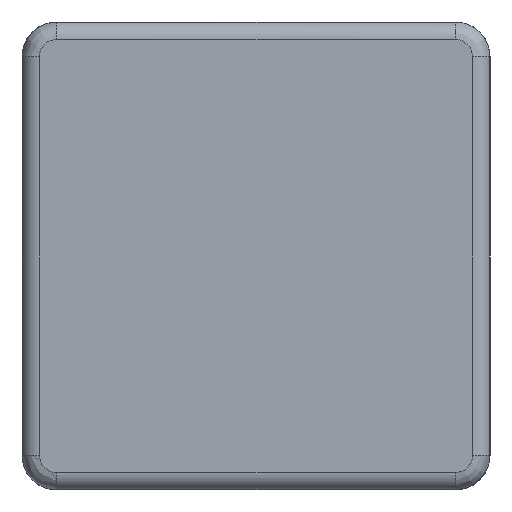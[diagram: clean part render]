
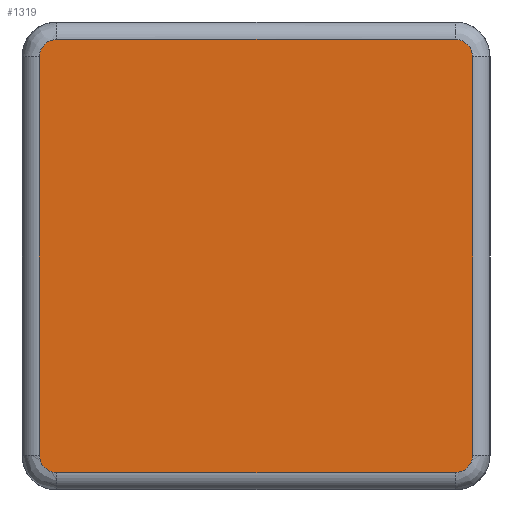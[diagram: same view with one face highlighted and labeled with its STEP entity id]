
A CAD part, left-side view. The second image highlights one B-rep face of the part: STEP entity #1319.
In plain terms, the highlighted free-form (B-spline) face has degree [1, 1] with [2, 2] control points.
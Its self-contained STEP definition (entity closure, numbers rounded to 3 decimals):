
#1035 = VERTEX_POINT('',#1036);
#1036 = CARTESIAN_POINT('',(-3.609,-1.473,
    2.947));
#1042 = EDGE_CURVE('',#1043,#1035,#1045,.T.);
#1043 = VERTEX_POINT('',#1044);
#1044 = CARTESIAN_POINT('',(-3.609,-1.355,
    3.065));
#1045 = ( BOUNDED_CURVE() B_SPLINE_CURVE(2,(#1046,#1047,#1048),
.UNSPECIFIED.,.F.,.F.) B_SPLINE_CURVE_WITH_KNOTS((3,3),(5.498,
7.069),.PIECEWISE_BEZIER_KNOTS.) CURVE() 
GEOMETRIC_REPRESENTATION_ITEM() RATIONAL_B_SPLINE_CURVE((1.,
0.707,1.)) REPRESENTATION_ITEM('') );
#1046 = CARTESIAN_POINT('',(-3.609,-1.355,
    3.065));
#1047 = CARTESIAN_POINT('',(-3.609,-1.473,
    3.065));
#1048 = CARTESIAN_POINT('',(-3.609,-1.473,
    2.947));
#1070 = VERTEX_POINT('',#1071);
#1071 = CARTESIAN_POINT('',(-3.609,-1.473,
    0.237));
#1079 = EDGE_CURVE('',#1035,#1070,#1080,.T.);
#1080 = B_SPLINE_CURVE_WITH_KNOTS('',1,(#1081,#1082),.UNSPECIFIED.,.F.,
  .F.,(2,2),(-0.573,1.718),.PIECEWISE_BEZIER_KNOTS.);
#1081 = CARTESIAN_POINT('',(-3.609,-1.473,
    2.947));
#1082 = CARTESIAN_POINT('',(-3.609,-1.473,
    0.237));
#1094 = EDGE_CURVE('',#1070,#1095,#1097,.T.);
#1095 = VERTEX_POINT('',#1096);
#1096 = CARTESIAN_POINT('',(-3.609,-1.355,
    0.118));
#1097 = ( BOUNDED_CURVE() B_SPLINE_CURVE(2,(#1098,#1099,#1100),
.UNSPECIFIED.,.F.,.F.) B_SPLINE_CURVE_WITH_KNOTS((3,3),(5.498,
7.069),.PIECEWISE_BEZIER_KNOTS.) CURVE() 
GEOMETRIC_REPRESENTATION_ITEM() RATIONAL_B_SPLINE_CURVE((1.,
0.707,1.)) REPRESENTATION_ITEM('') );
#1098 = CARTESIAN_POINT('',(-3.609,-1.473,
    0.237));
#1099 = CARTESIAN_POINT('',(-3.609,-1.473,
    0.118));
#1100 = CARTESIAN_POINT('',(-3.609,-1.355,
    0.118));
#1124 = VERTEX_POINT('',#1125);
#1125 = CARTESIAN_POINT('',(-3.609,1.355,0.118
    ));
#1133 = EDGE_CURVE('',#1095,#1124,#1134,.T.);
#1134 = B_SPLINE_CURVE_WITH_KNOTS('',1,(#1135,#1136),.UNSPECIFIED.,.F.,
  .F.,(2,2),(-0.573,1.718),.PIECEWISE_BEZIER_KNOTS.);
#1135 = CARTESIAN_POINT('',(-3.609,-1.355,
    0.118));
#1136 = CARTESIAN_POINT('',(-3.609,1.355,0.118
    ));
#1148 = EDGE_CURVE('',#1124,#1149,#1151,.T.);
#1149 = VERTEX_POINT('',#1150);
#1150 = CARTESIAN_POINT('',(-3.609,1.473,
    0.237));
#1151 = ( BOUNDED_CURVE() B_SPLINE_CURVE(2,(#1152,#1153,#1154),
.UNSPECIFIED.,.F.,.F.) B_SPLINE_CURVE_WITH_KNOTS((3,3),(5.498,
7.069),.PIECEWISE_BEZIER_KNOTS.) CURVE() 
GEOMETRIC_REPRESENTATION_ITEM() RATIONAL_B_SPLINE_CURVE((1.,
0.707,1.)) REPRESENTATION_ITEM('') );
#1152 = CARTESIAN_POINT('',(-3.609,1.355,0.118
    ));
#1153 = CARTESIAN_POINT('',(-3.609,1.473,
    0.118));
#1154 = CARTESIAN_POINT('',(-3.609,1.473,
    0.237));
#1185 = VERTEX_POINT('',#1186);
#1186 = CARTESIAN_POINT('',(-3.609,1.473,
    2.947));
#1200 = EDGE_CURVE('',#1149,#1185,#1201,.T.);
#1201 = B_SPLINE_CURVE_WITH_KNOTS('',1,(#1202,#1203),.UNSPECIFIED.,.F.,
  .F.,(2,2),(-0.573,1.718),.PIECEWISE_BEZIER_KNOTS.);
#1202 = CARTESIAN_POINT('',(-3.609,1.473,
    0.237));
#1203 = CARTESIAN_POINT('',(-3.609,1.473,
    2.947));
#1215 = EDGE_CURVE('',#1185,#1216,#1218,.T.);
#1216 = VERTEX_POINT('',#1217);
#1217 = CARTESIAN_POINT('',(-3.609,1.355,3.065
    ));
#1218 = ( BOUNDED_CURVE() B_SPLINE_CURVE(2,(#1219,#1220,#1221),
.UNSPECIFIED.,.F.,.F.) B_SPLINE_CURVE_WITH_KNOTS((3,3),(5.498,
7.069),.PIECEWISE_BEZIER_KNOTS.) CURVE() 
GEOMETRIC_REPRESENTATION_ITEM() RATIONAL_B_SPLINE_CURVE((1.,
0.707,1.)) REPRESENTATION_ITEM('') );
#1219 = CARTESIAN_POINT('',(-3.609,1.473,
    2.947));
#1220 = CARTESIAN_POINT('',(-3.609,1.473,
    3.065));
#1221 = CARTESIAN_POINT('',(-3.609,1.355,3.065
    ));
#1252 = EDGE_CURVE('',#1216,#1043,#1253,.T.);
#1253 = B_SPLINE_CURVE_WITH_KNOTS('',1,(#1254,#1255),.UNSPECIFIED.,.F.,
  .F.,(2,2),(-0.573,1.718),.PIECEWISE_BEZIER_KNOTS.);
#1254 = CARTESIAN_POINT('',(-3.609,1.355,3.065
    ));
#1255 = CARTESIAN_POINT('',(-3.609,-1.355,
    3.065));
#1319 = ADVANCED_FACE('',(#1320),#1330,.F.);
#1320 = FACE_BOUND('',#1321,.T.);
#1321 = EDGE_LOOP('',(#1322,#1323,#1324,#1325,#1326,#1327,#1328,#1329));
#1322 = ORIENTED_EDGE('',*,*,#1042,.F.);
#1323 = ORIENTED_EDGE('',*,*,#1252,.F.);
#1324 = ORIENTED_EDGE('',*,*,#1215,.F.);
#1325 = ORIENTED_EDGE('',*,*,#1200,.F.);
#1326 = ORIENTED_EDGE('',*,*,#1148,.F.);
#1327 = ORIENTED_EDGE('',*,*,#1133,.F.);
#1328 = ORIENTED_EDGE('',*,*,#1094,.F.);
#1329 = ORIENTED_EDGE('',*,*,#1079,.F.);
#1330 = B_SPLINE_SURFACE_WITH_KNOTS('',1,1,(
    (#1331,#1332)
    ,(#1333,#1334
  )),.UNSPECIFIED.,.F.,.F.,.F.,(2,2),(2,2),(-1.245,1.245),(-1.245,1.245)
  ,.PIECEWISE_BEZIER_KNOTS.);
#1331 = CARTESIAN_POINT('',(-3.609,-1.473,
    0.118));
#1332 = CARTESIAN_POINT('',(-3.609,-1.473,
    3.065));
#1333 = CARTESIAN_POINT('',(-3.609,1.473,
    0.118));
#1334 = CARTESIAN_POINT('',(-3.609,1.473,
    3.065));
